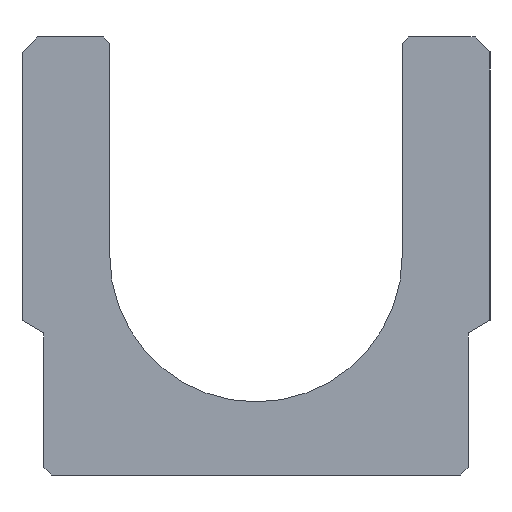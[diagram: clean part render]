
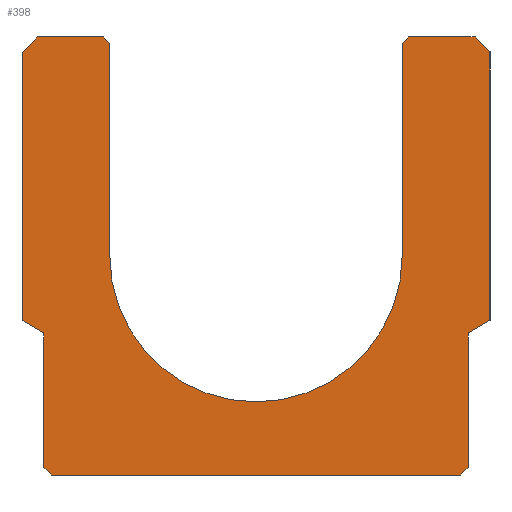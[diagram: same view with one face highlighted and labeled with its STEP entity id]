
A CAD part, front view. The second image highlights one B-rep face of the part: STEP entity #398.
In plain terms, the highlighted planar face has unit normal (0, -1, 0).
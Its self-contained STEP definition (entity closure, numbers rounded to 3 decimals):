
#15=CIRCLE('',#416,2.);
#37=FACE_OUTER_BOUND('',#57,.T.);
#57=EDGE_LOOP('',(#342,#343,#344,#345,#346,#347,#348,#349,#350,#351,#352,
#353,#354,#355,#356,#357,#358,#359));
#58=LINE('',#537,#110);
#62=LINE('',#545,#114);
#66=LINE('',#557,#118);
#69=LINE('',#563,#121);
#72=LINE('',#569,#124);
#75=LINE('',#575,#127);
#78=LINE('',#581,#130);
#81=LINE('',#587,#133);
#84=LINE('',#593,#136);
#87=LINE('',#599,#139);
#90=LINE('',#605,#142);
#93=LINE('',#611,#145);
#96=LINE('',#617,#148);
#99=LINE('',#623,#151);
#102=LINE('',#629,#154);
#105=LINE('',#635,#157);
#108=LINE('',#640,#160);
#110=VECTOR('',#439,10.);
#114=VECTOR('',#445,10.);
#118=VECTOR('',#457,10.);
#121=VECTOR('',#462,10.);
#124=VECTOR('',#467,10.);
#127=VECTOR('',#472,10.);
#130=VECTOR('',#477,10.);
#133=VECTOR('',#482,10.);
#136=VECTOR('',#487,10.);
#139=VECTOR('',#492,10.);
#142=VECTOR('',#497,10.);
#145=VECTOR('',#502,10.);
#148=VECTOR('',#507,10.);
#151=VECTOR('',#512,10.);
#154=VECTOR('',#517,10.);
#157=VECTOR('',#522,10.);
#160=VECTOR('',#527,10.);
#162=VERTEX_POINT('',#535);
#163=VERTEX_POINT('',#536);
#166=VERTEX_POINT('',#544);
#168=VERTEX_POINT('',#550);
#170=VERTEX_POINT('',#556);
#172=VERTEX_POINT('',#562);
#174=VERTEX_POINT('',#568);
#176=VERTEX_POINT('',#574);
#178=VERTEX_POINT('',#580);
#180=VERTEX_POINT('',#586);
#182=VERTEX_POINT('',#592);
#184=VERTEX_POINT('',#598);
#186=VERTEX_POINT('',#604);
#188=VERTEX_POINT('',#610);
#190=VERTEX_POINT('',#616);
#192=VERTEX_POINT('',#622);
#194=VERTEX_POINT('',#628);
#196=VERTEX_POINT('',#634);
#198=EDGE_CURVE('',#162,#163,#58,.T.);
#202=EDGE_CURVE('',#162,#166,#62,.T.);
#205=EDGE_CURVE('',#166,#168,#15,.T.);
#208=EDGE_CURVE('',#170,#168,#66,.T.);
#211=EDGE_CURVE('',#170,#172,#69,.T.);
#214=EDGE_CURVE('',#172,#174,#72,.T.);
#217=EDGE_CURVE('',#174,#176,#75,.T.);
#220=EDGE_CURVE('',#176,#178,#78,.T.);
#223=EDGE_CURVE('',#178,#180,#81,.T.);
#226=EDGE_CURVE('',#180,#182,#84,.T.);
#229=EDGE_CURVE('',#182,#184,#87,.T.);
#232=EDGE_CURVE('',#184,#186,#90,.T.);
#235=EDGE_CURVE('',#186,#188,#93,.T.);
#238=EDGE_CURVE('',#188,#190,#96,.T.);
#241=EDGE_CURVE('',#190,#192,#99,.T.);
#244=EDGE_CURVE('',#192,#194,#102,.T.);
#247=EDGE_CURVE('',#196,#194,#105,.T.);
#250=EDGE_CURVE('',#163,#196,#108,.T.);
#342=ORIENTED_EDGE('',*,*,#250,.F.);
#343=ORIENTED_EDGE('',*,*,#198,.F.);
#344=ORIENTED_EDGE('',*,*,#202,.T.);
#345=ORIENTED_EDGE('',*,*,#205,.T.);
#346=ORIENTED_EDGE('',*,*,#208,.F.);
#347=ORIENTED_EDGE('',*,*,#211,.T.);
#348=ORIENTED_EDGE('',*,*,#214,.T.);
#349=ORIENTED_EDGE('',*,*,#217,.T.);
#350=ORIENTED_EDGE('',*,*,#220,.T.);
#351=ORIENTED_EDGE('',*,*,#223,.T.);
#352=ORIENTED_EDGE('',*,*,#226,.T.);
#353=ORIENTED_EDGE('',*,*,#229,.T.);
#354=ORIENTED_EDGE('',*,*,#232,.T.);
#355=ORIENTED_EDGE('',*,*,#235,.T.);
#356=ORIENTED_EDGE('',*,*,#238,.T.);
#357=ORIENTED_EDGE('',*,*,#241,.T.);
#358=ORIENTED_EDGE('',*,*,#244,.T.);
#359=ORIENTED_EDGE('',*,*,#247,.F.);
#378=PLANE('',#434);
#398=ADVANCED_FACE('',(#37),#378,.F.);
#416=AXIS2_PLACEMENT_3D('',#551,#450,#451);
#434=AXIS2_PLACEMENT_3D('',#643,#531,#532);
#439=DIRECTION('',(0.707,0.,0.707));
#445=DIRECTION('',(0.,0.,-1.));
#450=DIRECTION('center_axis',(0.,1.,0.));
#451=DIRECTION('ref_axis',(1.,0.,0.));
#457=DIRECTION('',(0.,0.,-1.));
#462=DIRECTION('',(-0.707,0.,0.707));
#467=DIRECTION('',(-1.,0.,0.));
#472=DIRECTION('',(-0.706,0.,-0.708));
#477=DIRECTION('',(0.,0.,-1.));
#482=DIRECTION('',(0.866,0.,-0.5));
#487=DIRECTION('',(0.,0.,-1.));
#492=DIRECTION('',(0.707,0.,-0.707));
#497=DIRECTION('',(1.,0.,0.));
#502=DIRECTION('',(0.707,0.,0.707));
#507=DIRECTION('',(0.,0.,1.));
#512=DIRECTION('',(0.866,0.,0.5));
#517=DIRECTION('',(0.,0.,1.));
#522=DIRECTION('',(0.707,0.,-0.707));
#527=DIRECTION('',(1.,0.,0.));
#531=DIRECTION('center_axis',(0.,1.,0.));
#532=DIRECTION('ref_axis',(1.,0.,0.));
#535=CARTESIAN_POINT('',(2.,0.,5.9));
#536=CARTESIAN_POINT('',(2.09,0.,5.99));
#537=CARTESIAN_POINT('',(2.,0.,5.9));
#544=CARTESIAN_POINT('',(2.,0.,3.));
#545=CARTESIAN_POINT('',(2.,0.,5.9));
#550=CARTESIAN_POINT('',(-2.,0.,3.));
#551=CARTESIAN_POINT('Origin',(0.,0.,
3.));
#556=CARTESIAN_POINT('',(-2.,0.,5.9));
#557=CARTESIAN_POINT('',(-2.,0.,5.9));
#562=CARTESIAN_POINT('',(-2.09,0.,5.99));
#563=CARTESIAN_POINT('',(-2.,0.,5.9));
#568=CARTESIAN_POINT('',(-2.994,0.,5.99));
#569=CARTESIAN_POINT('',(-2.57,0.,5.99));
#574=CARTESIAN_POINT('',(-3.2,0.,5.784));
#575=CARTESIAN_POINT('',(-2.994,0.,5.99));
#580=CARTESIAN_POINT('',(-3.2,0.,2.115));
#581=CARTESIAN_POINT('',(-3.2,0.,2.6));
#586=CARTESIAN_POINT('',(-2.9,0.,1.942));
#587=CARTESIAN_POINT('',(-3.2,0.,2.115));
#592=CARTESIAN_POINT('',(-2.9,0.,0.1));
#593=CARTESIAN_POINT('',(-2.9,0.,0.2));
#598=CARTESIAN_POINT('',(-2.8,0.,0.));
#599=CARTESIAN_POINT('',(-2.9,0.,0.1));
#604=CARTESIAN_POINT('',(2.8,0.,0.));
#605=CARTESIAN_POINT('',(-2.8,0.,0.));
#610=CARTESIAN_POINT('',(2.9,0.,0.1));
#611=CARTESIAN_POINT('',(2.8,0.,0.));
#616=CARTESIAN_POINT('',(2.9,0.,1.942));
#617=CARTESIAN_POINT('',(2.9,0.,0.1));
#622=CARTESIAN_POINT('',(3.2,0.,2.115));
#623=CARTESIAN_POINT('',(2.9,0.,1.942));
#628=CARTESIAN_POINT('',(3.2,0.,5.785));
#629=CARTESIAN_POINT('',(3.2,0.,2.6));
#634=CARTESIAN_POINT('',(2.995,0.,5.99));
#635=CARTESIAN_POINT('',(2.995,0.,5.99));
#640=CARTESIAN_POINT('',(2.5,0.,5.99));
#643=CARTESIAN_POINT('Origin',(0.,0.,
2.995));
